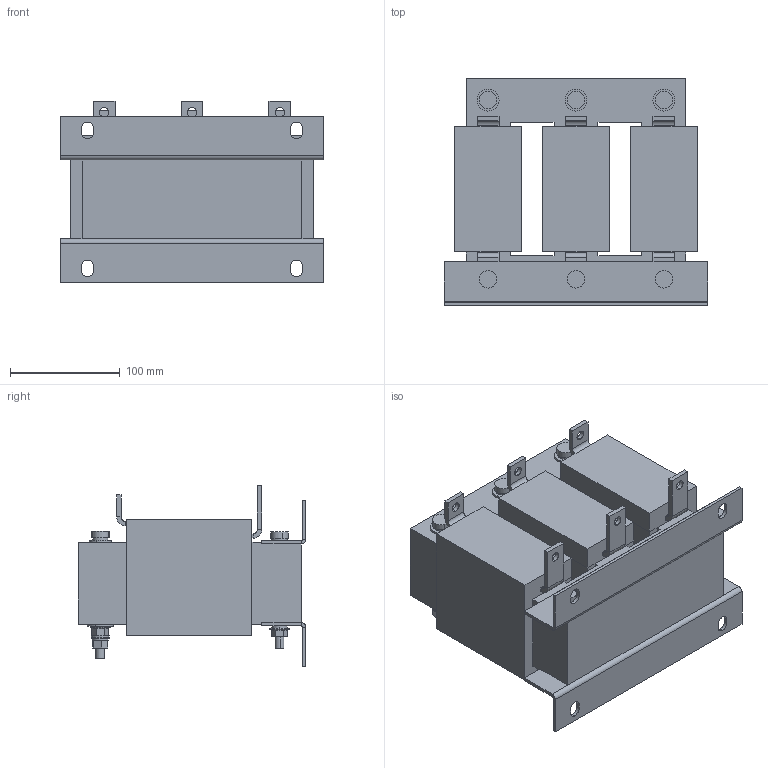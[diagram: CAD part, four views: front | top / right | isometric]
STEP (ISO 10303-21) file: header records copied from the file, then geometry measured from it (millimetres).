
FILE_DESCRIPTION (( 'STEP AP214' ), '1' );
FILE_NAME ('1040852.STEP', '2025-05-23T09:21:28', ( '' ), ( '' ), 'SwSTEP 2.0', 'SolidWorks 2022', '' );
FILE_SCHEMA (( 'AUTOMOTIVE_DESIGN' ));
Length unit declared in the file: millimetre
Products named in the file (1): 1040852
Bounding box: 240 x 207 x 164.8 mm (x, y, z)
Volume: 3585987.2 mm3; surface area: 295857.2 mm2
Topology: 1 solids, 24 shells, 525 faces, 1166 edges, 728 vertices
Faces by surface type: plane 299, cylinder 198, torus 16, cone 12
Entity records: 14744 total; most frequent: CARTESIAN_POINT 2732, DIRECTION 2602, ORIENTED_EDGE 2332, EDGE_CURVE 1166, AXIS2_PLACEMENT_3D 958, VERTEX_POINT 728, LINE 686, VECTOR 686
